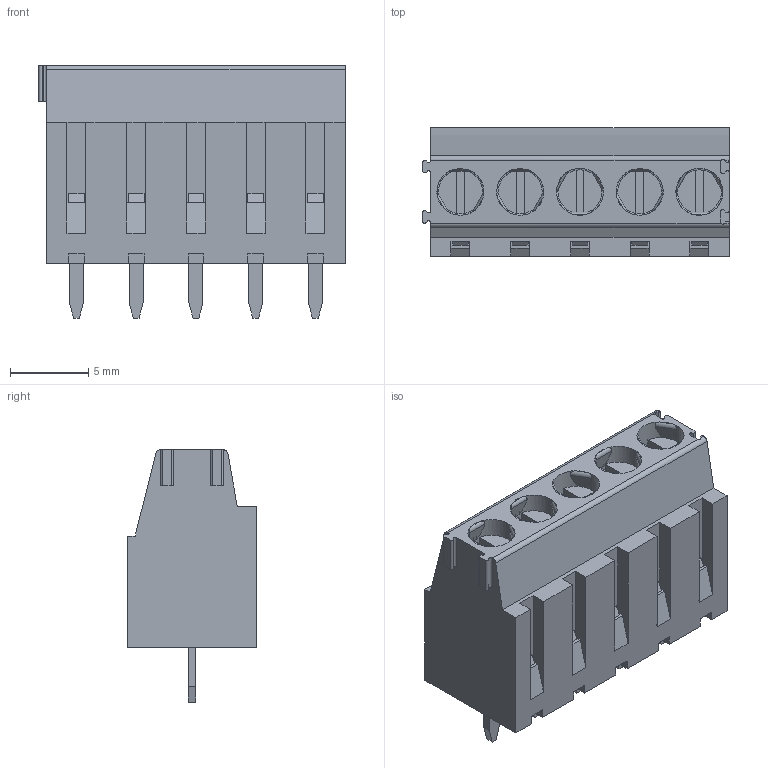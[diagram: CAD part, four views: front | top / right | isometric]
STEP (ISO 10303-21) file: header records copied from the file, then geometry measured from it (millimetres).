
FILE_DESCRIPTION( ( 'STEP AP203' ), '1' );
FILE_NAME( 'MVS135-3.81-V.stp', ' ', ( ' ' ), ( ' ' ), 'PSStep 15.0.49', 'VISI 20.0', ' ' );
FILE_SCHEMA( ( 'AUTOMOTIVE_DESIGN { 1 0 10303 214 1 1 1 1 }' ) );
Length unit declared in the file: millimetre
Products named in the file (1): 1
Bounding box: 19.55 x 8.2 x 16.1 mm (x, y, z)
Volume: 1577.7 mm3; surface area: 1367.2 mm2
Topology: 1 solids, 1 shells, 336 faces, 942 edges, 618 vertices
Faces by surface type: plane 273, cylinder 53, torus 5, cone 5
Full cylindrical faces by diameter (mm): 2 x5, 2.1 x5, 2.8 x5, 3 x5
Entity records: 13331 total; most frequent: CARTESIAN_POINT 2023, ORIENTED_EDGE 1794, DIRECTION 1722, EDGE_CURVE 897, LINE 682, VECTOR 682, VERTEX_POINT 603, AXIS2_PLACEMENT_3D 520
